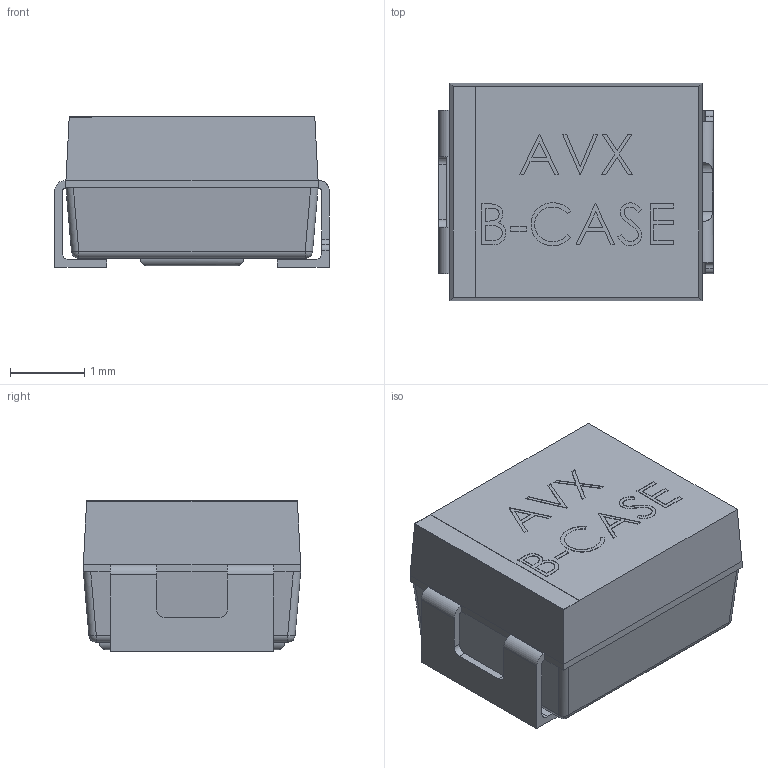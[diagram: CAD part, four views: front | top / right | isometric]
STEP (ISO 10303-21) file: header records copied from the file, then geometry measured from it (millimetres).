
FILE_DESCRIPTION (( 'STEP AP214' ), '1' );
FILE_NAME ('User Library-AVX_BCASE.STEP', '2013-10-02T09:34:37', ( 'Windows User' ), ( '' ), 'SwSTEP 2.0', 'SolidWorks 2013', '' );
FILE_SCHEMA (( 'AUTOMOTIVE_DESIGN' ));
Length unit declared in the file: millimetre
Products named in the file (1): User Library-AVX_BCASE
Bounding box: 3.7 x 2.93 x 2.03 mm (x, y, z)
Volume: 19.3 mm3; surface area: 56.8 mm2
Topology: 1 solids, 1 shells, 205 faces, 531 edges, 340 vertices
Faces by surface type: plane 140, bspline 33, cylinder 28, sphere 4
Entity records: 9942 total; most frequent: CARTESIAN_POINT 3056, ORIENTED_EDGE 1062, DIRECTION 841, EDGE_CURVE 531, LINE 411, VECTOR 411, VERTEX_POINT 340, EDGE_LOOP 219
